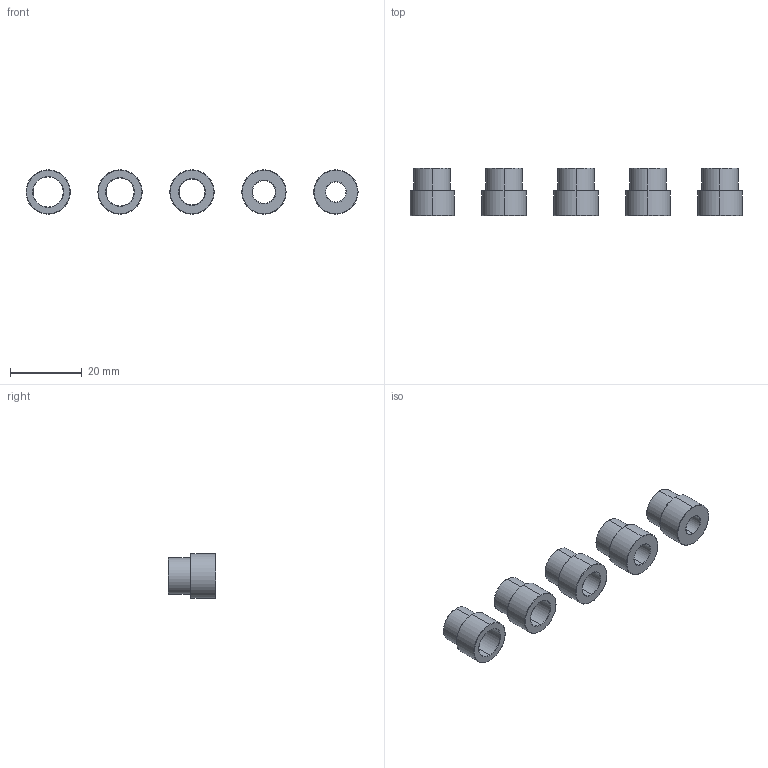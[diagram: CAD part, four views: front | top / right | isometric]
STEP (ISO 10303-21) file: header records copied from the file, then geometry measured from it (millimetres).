
FILE_DESCRIPTION (( 'STEP AP203' ), '1' );
FILE_NAME ('压塞参考图.STEP', '2025-02-28T05:26:25', ( '' ), ( '' ), 'SwSTEP 2.0', 'SolidWorks 2022', '' );
FILE_SCHEMA (( 'CONFIG_CONTROL_DESIGN' ));
Length unit declared in the file: millimetre
Products named in the file (1): 压塞参考图
Bounding box: 92.3 x 13.2 x 12.3 mm (x, y, z)
Volume: 4041.1 mm3; surface area: 4560.7 mm2
Topology: 5 solids, 5 shells, 105 faces, 210 edges, 120 vertices
Faces by surface type: torus 60, cylinder 30, plane 15
Entity records: 2853 total; most frequent: DIRECTION 602, CARTESIAN_POINT 436, ORIENTED_EDGE 420, AXIS2_PLACEMENT_3D 286, EDGE_CURVE 210, CIRCLE 180, EDGE_LOOP 120, VERTEX_POINT 120
